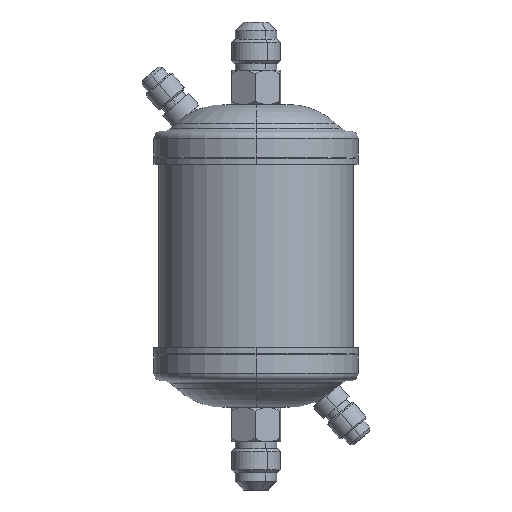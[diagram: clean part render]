
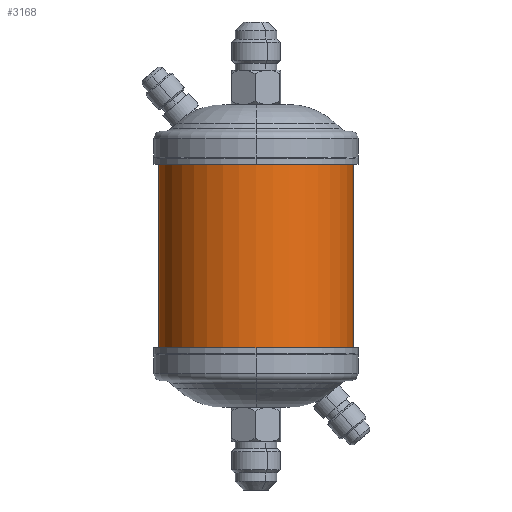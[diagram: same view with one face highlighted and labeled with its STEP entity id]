
A CAD part, front view. The second image highlights one B-rep face of the part: STEP entity #3168.
In plain terms, the highlighted cylindrical face has radius 31.75 mm (diameter 63.5 mm), a partial arc.
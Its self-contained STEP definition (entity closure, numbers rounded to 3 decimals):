
#33 = EDGE_LOOP ( 'NONE', ( #4354, #337, #1799, #2280 ) ) ;
#203 = DIRECTION ( 'NONE',  ( 0., 0., -1. ) ) ;
#233 = DIRECTION ( 'NONE',  ( 0., 0., -1. ) ) ;
#337 = ORIENTED_EDGE ( 'NONE', *, *, #4451, .F. ) ;
#935 = DIRECTION ( 'NONE',  ( 0., 0., -1. ) ) ;
#1056 = EDGE_CURVE ( 'NONE', #3272, #1625, #2635, .T. ) ;
#1086 = EDGE_CURVE ( 'NONE', #1781, #4080, #1970, .T. ) ;
#1283 = CARTESIAN_POINT ( 'NONE',  ( -31.75, 0., 38.5 ) ) ;
#1338 = VECTOR ( 'NONE', #935, 1000. ) ;
#1418 = DIRECTION ( 'NONE',  ( -1., 0., 0. ) ) ;
#1625 = VERTEX_POINT ( 'NONE', #3161 ) ;
#1781 = VERTEX_POINT ( 'NONE', #1902 ) ;
#1799 = ORIENTED_EDGE ( 'NONE', *, *, #1086, .T. ) ;
#1849 = CARTESIAN_POINT ( 'NONE',  ( 31.75, 0., 30. ) ) ;
#1871 = VECTOR ( 'NONE', #2611, 1000. ) ;
#1902 = CARTESIAN_POINT ( 'NONE',  ( -31.75, 0., 30. ) ) ;
#1970 = LINE ( 'NONE', #1283, #1338 ) ;
#2280 = ORIENTED_EDGE ( 'NONE', *, *, #2354, .F. ) ;
#2302 = CIRCLE ( 'NONE', #3107, 31.75 ) ;
#2354 = EDGE_CURVE ( 'NONE', #1625, #4080, #2302, .T. ) ;
#2611 = DIRECTION ( 'NONE',  ( 0., 0., -1. ) ) ;
#2635 = LINE ( 'NONE', #4358, #1871 ) ;
#2795 = CIRCLE ( 'NONE', #3375, 31.75 ) ;
#2832 = CARTESIAN_POINT ( 'NONE',  ( -31.75, 0., -30. ) ) ;
#2841 = CARTESIAN_POINT ( 'NONE',  ( 0., 0., 38.5 ) ) ;
#2847 = CARTESIAN_POINT ( 'NONE',  ( 0., 0., 30. ) ) ;
#3040 = DIRECTION ( 'NONE',  ( -1., 0., 0. ) ) ;
#3107 = AXIS2_PLACEMENT_3D ( 'NONE', #3393, #203, #3040 ) ;
#3155 = FACE_OUTER_BOUND ( 'NONE', #33, .T. ) ;
#3161 = CARTESIAN_POINT ( 'NONE',  ( 31.75, 0., -30. ) ) ;
#3168 = ADVANCED_FACE ( 'NONE', ( #3155 ), #3893, .T. ) ;
#3232 = DIRECTION ( 'NONE',  ( 1., 0., 0. ) ) ;
#3272 = VERTEX_POINT ( 'NONE', #1849 ) ;
#3375 = AXIS2_PLACEMENT_3D ( 'NONE', #2847, #3512, #3232 ) ;
#3393 = CARTESIAN_POINT ( 'NONE',  ( 0., 0., -30. ) ) ;
#3512 = DIRECTION ( 'NONE',  ( 0., 0., 1. ) ) ;
#3788 = AXIS2_PLACEMENT_3D ( 'NONE', #2841, #233, #1418 ) ;
#3893 = CYLINDRICAL_SURFACE ( 'NONE', #3788, 31.75 ) ;
#4080 = VERTEX_POINT ( 'NONE', #2832 ) ;
#4354 = ORIENTED_EDGE ( 'NONE', *, *, #1056, .F. ) ;
#4358 = CARTESIAN_POINT ( 'NONE',  ( 31.75, 0., 38.5 ) ) ;
#4451 = EDGE_CURVE ( 'NONE', #1781, #3272, #2795, .T. ) ;
